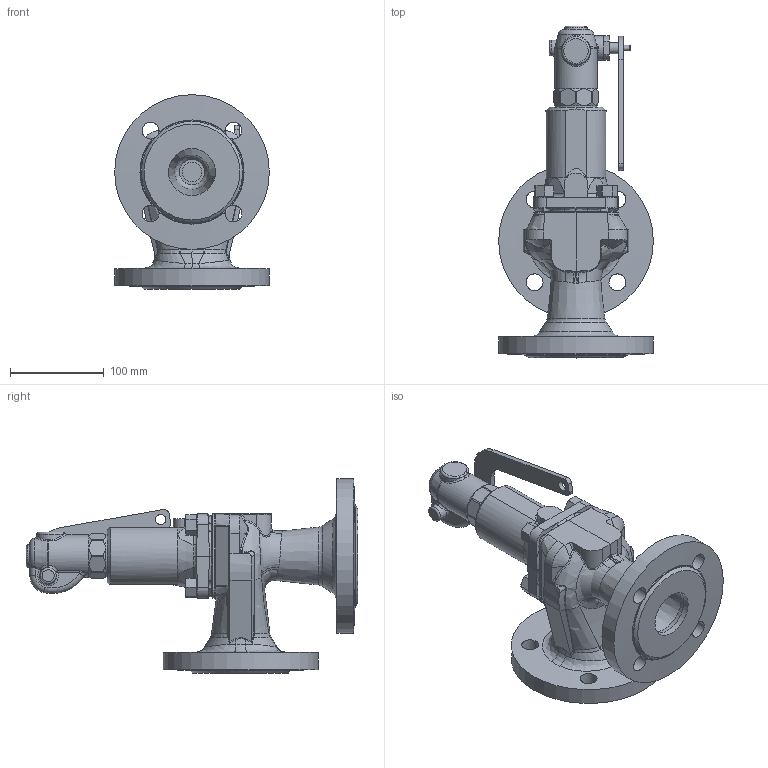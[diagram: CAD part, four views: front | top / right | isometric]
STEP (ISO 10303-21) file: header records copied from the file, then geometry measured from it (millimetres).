
FILE_DESCRIPTION(/* description */ (''),/* implementation_level */ '2;1');
FILE_NAME(/* name */ 'AT5660_105660.step',/* time_stamp */ '2025-08-06T15:06:06+02:00',/* author */ (''),/* organization */ (''),/* preprocessor_version */ 'ST-DEVELOPER v20.1',/* originating_system */ 'Autodesk Translation Framework v14.10.0.0',/* authorisation */ '');
FILE_SCHEMA (('AUTOMOTIVE_DESIGN { 1 0 10303 214 3 1 1 }'));
Products named in the file (9): 10000496795_G3D_000_ASM; 10000496796_G3D_000; 10000496797_G3D_000; 10000496798_G3D_000_ASM; 10000496799_G3D_000; 10000496800_G3D_000; 10000496801_G3D_000; 10000496802_G3D_000; 10000496803_G3D_000
Assembly tree (11 placements, depth 3):
  10000496795_G3D_000_ASM
    10000496796_G3D_000
    10000496797_G3D_000
    10000496798_G3D_000_ASM
      10000496799_G3D_000
      10000496800_G3D_000
      10000496801_G3D_000
      10000496802_G3D_000
    10000496803_G3D_000  x4
Bounding box: 165 x 354 x 207.5 mm (x, y, z)
Volume: 1567218.6 mm3; surface area: 305740 mm2
Topology: 10 solids, 10 shells, 783 faces, 1950 edges, 1192 vertices
Faces by surface type: bspline 268, plane 218, cylinder 149, cone 88, torus 43, sphere 17
Full cylindrical faces by diameter (mm): 6 x1, 8.1 x1, 11 x1, 12 x6, 12.3 x3, 14 x4, 15 x1, 18 x8, 20.955 x2, 20.956 x1, 26 x1, 27 x1, 33 x2, 33.5 x1, 37 x1, 45 x2, 48 x1, 50 x3, 52 x1, 54 x1, 70 x2, 165 x2
Entity records: 51973 total; most frequent: CARTESIAN_POINT 36802, ORIENTED_EDGE 3520, DIRECTION 2633, EDGE_CURVE 1760, AXIS2_PLACEMENT_3D 1081, VERTEX_POINT 1078, EDGE_LOOP 748, FACE_OUTER_BOUND 702
